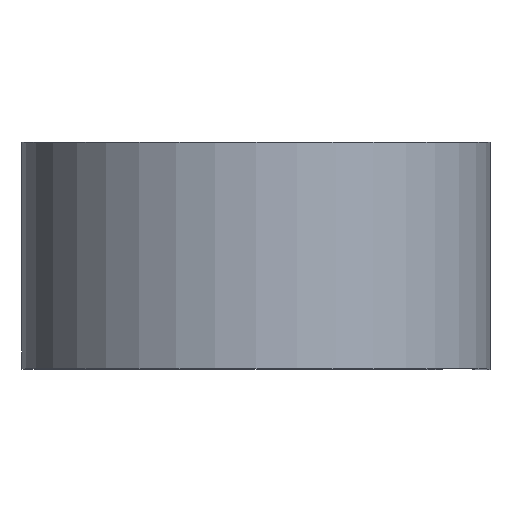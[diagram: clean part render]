
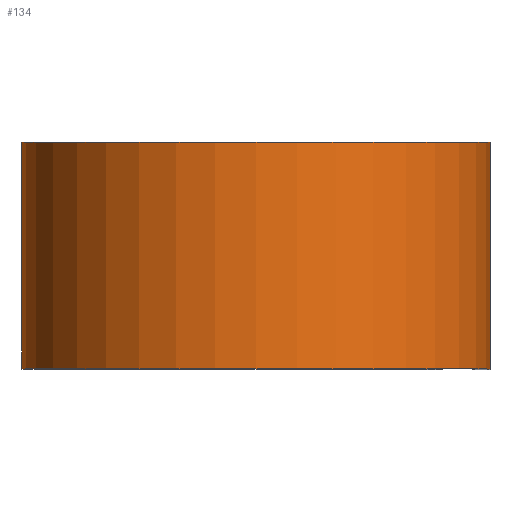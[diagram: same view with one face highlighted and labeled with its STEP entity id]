
A CAD part, top view. The second image highlights one B-rep face of the part: STEP entity #134.
In plain terms, the highlighted cylindrical face has radius 22.949 mm (diameter 45.898 mm), a partial arc.
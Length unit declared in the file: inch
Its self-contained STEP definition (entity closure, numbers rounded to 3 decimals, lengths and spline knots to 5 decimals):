
#3 = CYLINDRICAL_SURFACE ( 'NONE', #179, 0.9035 ) ;
#4 = FACE_OUTER_BOUND ( 'NONE', #68, .T. ) ;
#10 = CARTESIAN_POINT ( 'NONE',  ( 0.9035, 0.4375, 0. ) ) ;
#52 = VERTEX_POINT ( 'NONE', #382 ) ;
#68 = EDGE_LOOP ( 'NONE', ( #473, #560, #451, #448 ) ) ;
#70 = VERTEX_POINT ( 'NONE', #10 ) ;
#100 = CARTESIAN_POINT ( 'NONE',  ( 0., -0.4375, 0. ) ) ;
#118 = VECTOR ( 'NONE', #143, 39.37008 ) ;
#127 = LINE ( 'NONE', #373, #118 ) ;
#134 = ADVANCED_FACE ( 'NONE', ( #4 ), #3, .T. ) ;
#139 = CIRCLE ( 'NONE', #269, 0.9035 ) ;
#140 = LINE ( 'NONE', #260, #629 ) ;
#143 = DIRECTION ( 'NONE',  ( 0., -1., 0. ) ) ;
#166 = EDGE_CURVE ( 'NONE', #52, #524, #193, .T. ) ;
#179 = AXIS2_PLACEMENT_3D ( 'NONE', #195, #268, #280 ) ;
#193 = CIRCLE ( 'NONE', #209, 0.9035 ) ;
#195 = CARTESIAN_POINT ( 'NONE',  ( 0., 0.4375, 0. ) ) ;
#209 = AXIS2_PLACEMENT_3D ( 'NONE', #100, #282, #364 ) ;
#213 = CARTESIAN_POINT ( 'NONE',  ( 0.9035, -0.4375, 0. ) ) ;
#236 = EDGE_CURVE ( 'NONE', #582, #52, #140, .T. ) ;
#237 = EDGE_CURVE ( 'NONE', #582, #70, #139, .T. ) ;
#241 = DIRECTION ( 'NONE',  ( 0., -1., 0. ) ) ;
#260 = CARTESIAN_POINT ( 'NONE',  ( 0., 0.4375, -0.9035 ) ) ;
#268 = DIRECTION ( 'NONE',  ( 0., -1., 0. ) ) ;
#269 = AXIS2_PLACEMENT_3D ( 'NONE', #589, #583, #578 ) ;
#280 = DIRECTION ( 'NONE',  ( 0., 0., -1. ) ) ;
#282 = DIRECTION ( 'NONE',  ( 0., 1., 0. ) ) ;
#364 = DIRECTION ( 'NONE',  ( 1., 0., 0. ) ) ;
#373 = CARTESIAN_POINT ( 'NONE',  ( 0.9035, 0.4375, 0. ) ) ;
#382 = CARTESIAN_POINT ( 'NONE',  ( 0., -0.4375, -0.9035 ) ) ;
#446 = CARTESIAN_POINT ( 'NONE',  ( 0., 0.4375, -0.9035 ) ) ;
#448 = ORIENTED_EDGE ( 'NONE', *, *, #236, .T. ) ;
#451 = ORIENTED_EDGE ( 'NONE', *, *, #237, .F. ) ;
#473 = ORIENTED_EDGE ( 'NONE', *, *, #166, .T. ) ;
#504 = EDGE_CURVE ( 'NONE', #70, #524, #127, .T. ) ;
#524 = VERTEX_POINT ( 'NONE', #213 ) ;
#560 = ORIENTED_EDGE ( 'NONE', *, *, #504, .F. ) ;
#578 = DIRECTION ( 'NONE',  ( 1., 0., 0. ) ) ;
#582 = VERTEX_POINT ( 'NONE', #446 ) ;
#583 = DIRECTION ( 'NONE',  ( 0., 1., 0. ) ) ;
#589 = CARTESIAN_POINT ( 'NONE',  ( 0., 0.4375, 0. ) ) ;
#629 = VECTOR ( 'NONE', #241, 39.37008 ) ;
